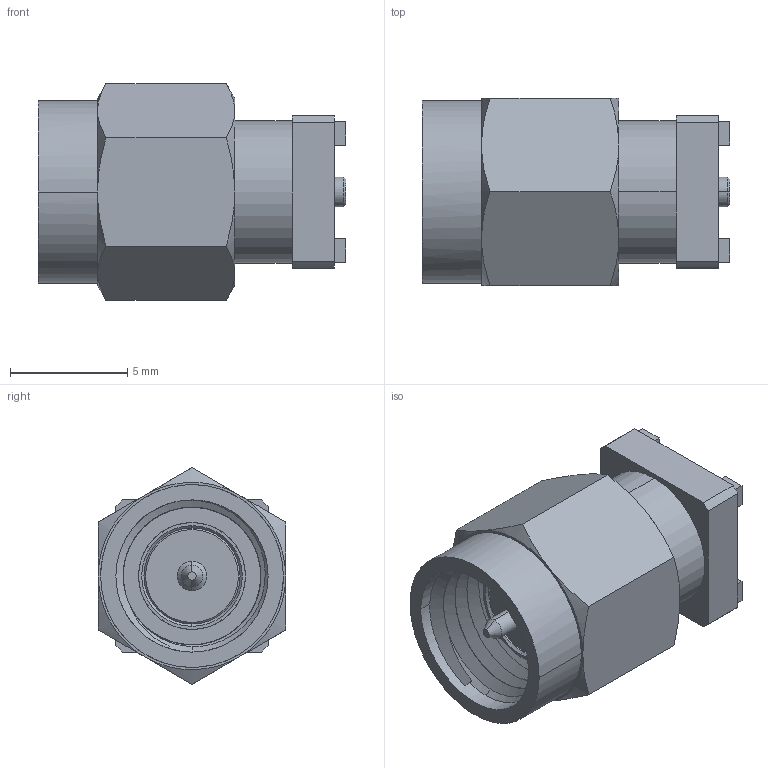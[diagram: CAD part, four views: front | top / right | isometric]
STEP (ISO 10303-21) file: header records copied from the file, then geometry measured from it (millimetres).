
FILE_DESCRIPTION (( 'STEP AP214' ), '1' );
FILE_NAME ('FMCN5224_3D.step', '2024-07-31T17:08:44', ( '' ), ( '' ), 'SwSTEP 2.0', 'SolidWorks 2022', '' );
FILE_SCHEMA (( 'AUTOMOTIVE_DESIGN' ));
Length unit declared in the file: inch
Products named in the file (7): Copy of 4^FMCN5224; Copy of 3_1^FMCN5224; Copy of 2_1^FMCN5224; Copy of 1_1^FMCN5224; Copy of 5^FMCN5224; FMCN5224_3D; Copy of 6^FMCN5224
Assembly tree (6 placements, depth 2):
  FMCN5224_3D
    Copy of 1_1^FMCN5224
    Copy of 2_1^FMCN5224
    Copy of 3_1^FMCN5224
    Copy of 4^FMCN5224
    Copy of 5^FMCN5224
    Copy of 6^FMCN5224
Bounding box: 13.15 x 8 x 9.24 mm (x, y, z)
Volume: 289.6 mm3; surface area: 1231.8 mm2
Topology: 5 solids, 8 shells, 151 faces, 336 edges, 212 vertices
Faces by surface type: cylinder 59, plane 57, cone 33, bspline 2
Entity records: 8167 total; most frequent: CARTESIAN_POINT 2630, DIRECTION 667, ORIENTED_EDGE 658, EDGE_CURVE 336, AXIS2_PLACEMENT_3D 256, VERTEX_POINT 212, EDGE_LOOP 174, UNCERTAINTY_MEASURE_WITH_UNIT 169
